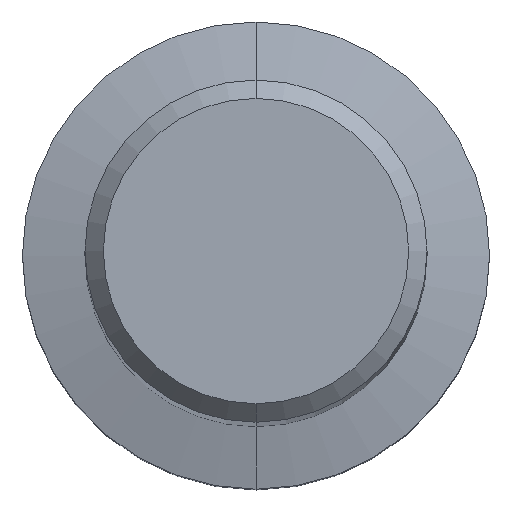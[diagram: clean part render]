
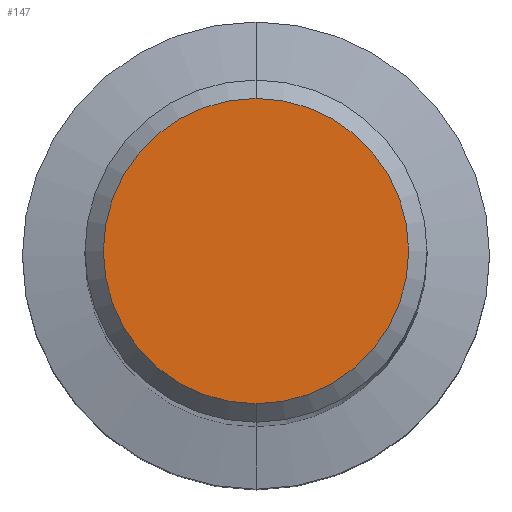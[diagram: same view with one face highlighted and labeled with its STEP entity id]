
A CAD part, top view. The second image highlights one B-rep face of the part: STEP entity #147.
In plain terms, the highlighted planar face has unit normal (0, 0, 1).
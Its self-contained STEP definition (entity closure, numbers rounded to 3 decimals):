
#147=ADVANCED_FACE('',(#347),#348,.T.);
#185=EDGE_CURVE('',#205,#283,#394,.T.);
#205=VERTEX_POINT('',#415);
#219=EDGE_CURVE('',#283,#205,#430,.T.);
#283=VERTEX_POINT('',#503);
#347=FACE_OUTER_BOUND('',#568,.T.);
#348=PLANE('',#569);
#394=CIRCLE('',#624,4.15);
#415=CARTESIAN_POINT('',(0.0,4.15,0.0));
#430=CIRCLE('',#680,4.15);
#503=CARTESIAN_POINT('',(0.,-4.15,0.0));
#568=EDGE_LOOP('',(#820,#821));
#569=AXIS2_PLACEMENT_3D('',#822,#823,#824);
#624=AXIS2_PLACEMENT_3D('',#900,#901,#902);
#680=AXIS2_PLACEMENT_3D('',#934,#935,#936);
#820=ORIENTED_EDGE('',*,*,#185,.F.);
#821=ORIENTED_EDGE('',*,*,#219,.F.);
#822=CARTESIAN_POINT('',(0.0,2.075,0.0));
#823=DIRECTION('',(-0.0,0.0,1.0));
#824=DIRECTION('',(0.0,-1.0,0.0));
#900=CARTESIAN_POINT('',(0.0,0.0,0.0));
#901=DIRECTION('',(0.0,0.0,-1.0));
#902=DIRECTION('',(0.0,1.0,0.0));
#934=CARTESIAN_POINT('',(0.0,0.0,0.0));
#935=DIRECTION('',(0.0,0.0,-1.0));
#936=DIRECTION('',(0.0,1.0,0.0));
